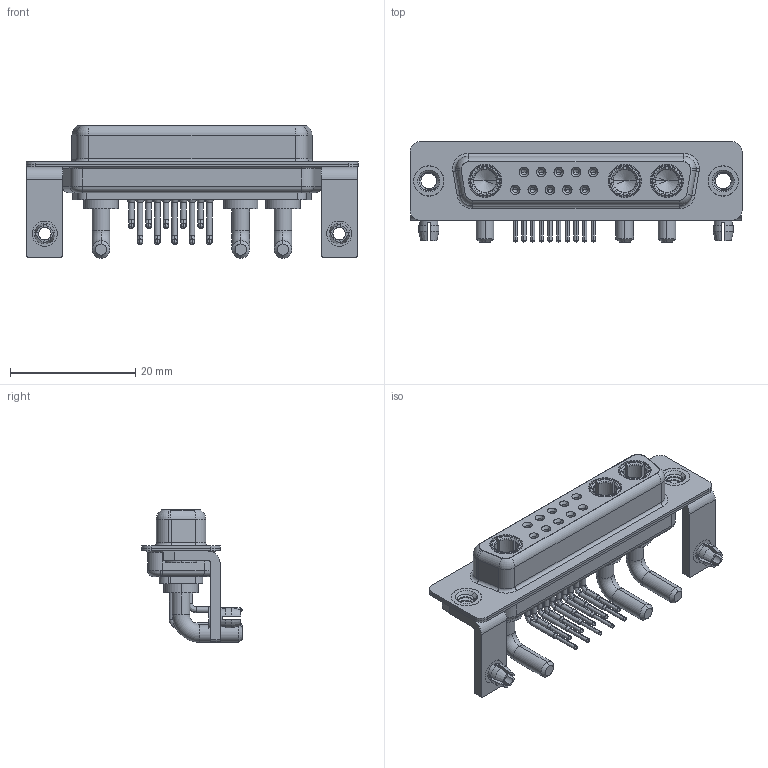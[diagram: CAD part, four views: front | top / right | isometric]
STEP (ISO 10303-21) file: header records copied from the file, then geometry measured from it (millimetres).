
FILE_DESCRIPTION (( 'STEP AP203' ), '1' );
FILE_NAME ('630-13W3640-2NB.STEP', '2022-06-01T16:27:21', ( '' ), ( '' ), 'SwSTEP 2.0', 'SolidWorks 2020', '' );
FILE_SCHEMA (( 'CONFIG_CONTROL_DESIGN' ));
Length unit declared in the file: millimetre
Products named in the file (10): 630Combo Shell Front_25 Contacts; 630Combo Board Lock; 630-13W3640-2NB; 630Combo Threaded Rivet_B; Power Socket_20A RA; 630Combo Contact Row 1; 630Combo Stabilizer Bracket; 630Combo Shell Rear_25 Contacts; 630Combo Housing_13W3; 630Combo Contact Row 2
Assembly tree (22 placements, depth 2):
  630-13W3640-2NB
    630Combo Housing_13W3
    630Combo Shell Front_25 Contacts
    630Combo Shell Rear_25 Contacts
    630Combo Threaded Rivet_B  x2
    630Combo Stabilizer Bracket  x2
    630Combo Board Lock  x2
    Power Socket_20A RA  x3
    630Combo Contact Row 1  x5
    630Combo Contact Row 2  x5
Bounding box: 53.05 x 16 x 21.2 mm (x, y, z)
Volume: 4323.2 mm3; surface area: 9817.1 mm2
Topology: 25 solids, 25 shells, 1173 faces, 2997 edges, 1902 vertices
Faces by surface type: cylinder 492, plane 372, cone 185, torus 75, bspline 49
Entity records: 21379 total; most frequent: CARTESIAN_POINT 5114, DIRECTION 3350, ORIENTED_EDGE 2976, EDGE_CURVE 1488, AXIS2_PLACEMENT_3D 1369, VERTEX_POINT 951, CIRCLE 747, EDGE_LOOP 707
